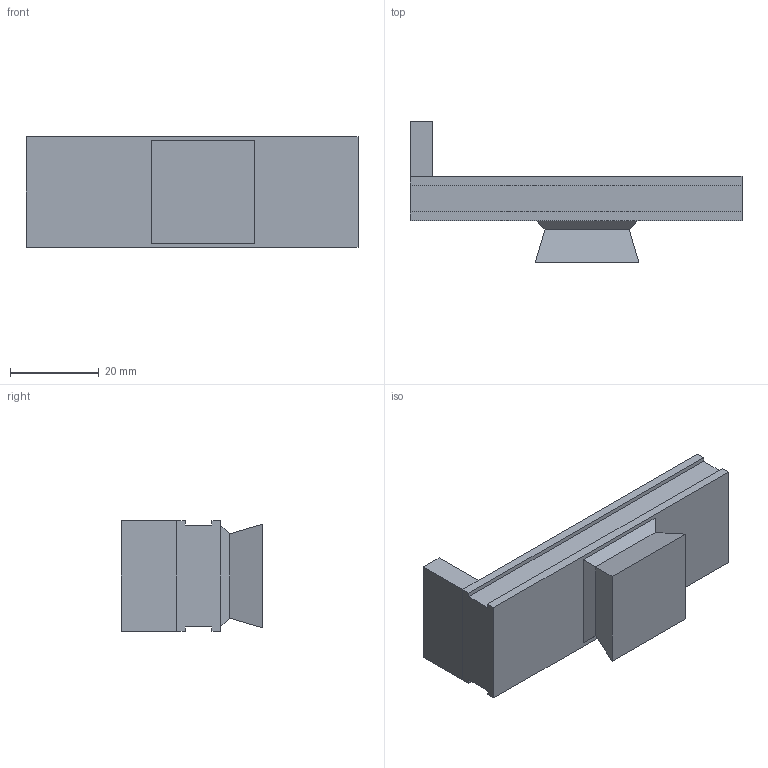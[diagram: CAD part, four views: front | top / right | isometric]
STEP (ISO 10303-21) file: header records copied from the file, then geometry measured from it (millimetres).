
FILE_DESCRIPTION(('FreeCAD Model'),'2;1');
FILE_NAME('Open CASCADE Shape Model','2024-07-10T20:26:55',('Author'),( ''),'Open CASCADE STEP processor 7.6','FreeCAD','Unknown');
FILE_SCHEMA(('AUTOMOTIVE_DESIGN { 1 0 10303 214 1 1 1 1 }'));
Length unit declared in the file: millimetre
Products named in the file (1): phone_grasp
Bounding box: 75 x 32 x 25 mm (x, y, z)
Volume: 17836.2 mm3; surface area: 10687.7 mm2
Topology: 1 solids, 1 shells, 33 faces, 79 edges, 50 vertices
Faces by surface type: plane 25, bspline 8
Entity records: 943 total; most frequent: CARTESIAN_POINT 195, ORIENTED_EDGE 158, DIRECTION 123, EDGE_CURVE 79, LINE 71, VECTOR 71, VERTEX_POINT 50, FACE_BOUND 35
